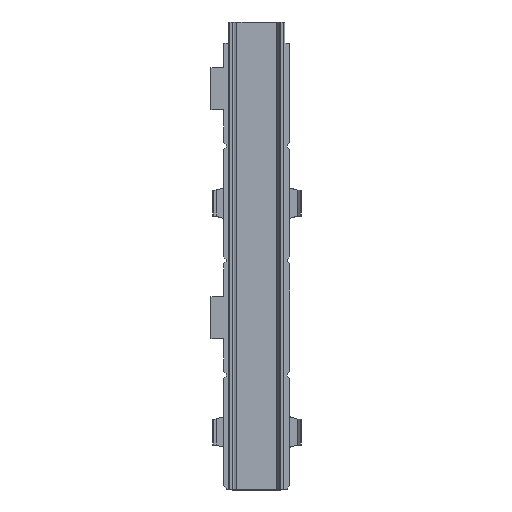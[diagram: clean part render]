
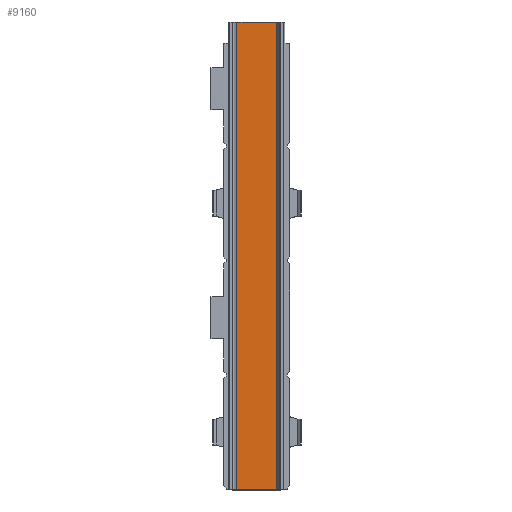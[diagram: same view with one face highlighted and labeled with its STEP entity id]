
A CAD part, front view. The second image highlights one B-rep face of the part: STEP entity #9160.
In plain terms, the highlighted planar face has unit normal (0, -1, 0).
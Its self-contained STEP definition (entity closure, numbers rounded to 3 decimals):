
#1671 = ORIENTED_EDGE ( 'NONE', *, *, #13090, .T. ) ;
#3387 = EDGE_LOOP ( 'NONE', ( #17047, #1671, #9772, #15676 ) ) ;
#3599 = DIRECTION ( 'NONE',  ( 0., 0., 1. ) ) ;
#3712 = EDGE_CURVE ( 'NONE', #12289, #8216, #14184, .T. ) ;
#4801 = VERTEX_POINT ( 'NONE', #22079 ) ;
#5278 = VECTOR ( 'NONE', #7108, 1000. ) ;
#5317 = VECTOR ( 'NONE', #16616, 1000. ) ;
#5915 = LINE ( 'NONE', #19697, #5278 ) ;
#7087 = VERTEX_POINT ( 'NONE', #14630 ) ;
#7108 = DIRECTION ( 'NONE',  ( 0., 0., 1. ) ) ;
#7176 = VECTOR ( 'NONE', #3599, 1000. ) ;
#7188 = AXIS2_PLACEMENT_3D ( 'NONE', #25030, #20875, #16602 ) ;
#8216 = VERTEX_POINT ( 'NONE', #23182 ) ;
#8993 = DIRECTION ( 'NONE',  ( -1., 0., 0. ) ) ;
#9160 = ADVANCED_FACE ( 'NONE', ( #10120 ), #13931, .T. ) ;
#9772 = ORIENTED_EDGE ( 'NONE', *, *, #9924, .F. ) ;
#9924 = EDGE_CURVE ( 'NONE', #4801, #7087, #16166, .T. ) ;
#10120 = FACE_OUTER_BOUND ( 'NONE', #3387, .T. ) ;
#11099 = EDGE_CURVE ( 'NONE', #8216, #4801, #18354, .T. ) ;
#12289 = VERTEX_POINT ( 'NONE', #17073 ) ;
#13090 = EDGE_CURVE ( 'NONE', #12289, #7087, #5915, .T. ) ;
#13931 = PLANE ( 'NONE',  #7188 ) ;
#14184 = LINE ( 'NONE', #19459, #22377 ) ;
#14630 = CARTESIAN_POINT ( 'NONE',  ( 8.413, 2.8, 198. ) ) ;
#15676 = ORIENTED_EDGE ( 'NONE', *, *, #11099, .F. ) ;
#16166 = LINE ( 'NONE', #20702, #5317 ) ;
#16602 = DIRECTION ( 'NONE',  ( 0., 0., 1. ) ) ;
#16616 = DIRECTION ( 'NONE',  ( 1., 0., 0. ) ) ;
#17047 = ORIENTED_EDGE ( 'NONE', *, *, #3712, .F. ) ;
#17073 = CARTESIAN_POINT ( 'NONE',  ( 8.413, 2.8, 0. ) ) ;
#18354 = LINE ( 'NONE', #24608, #7176 ) ;
#19459 = CARTESIAN_POINT ( 'NONE',  ( -8.413, 2.8, 0. ) ) ;
#19697 = CARTESIAN_POINT ( 'NONE',  ( 8.413, 2.8, -189.5 ) ) ;
#20702 = CARTESIAN_POINT ( 'NONE',  ( -8.413, 2.8, 198. ) ) ;
#20875 = DIRECTION ( 'NONE',  ( 0., -1., 0. ) ) ;
#22079 = CARTESIAN_POINT ( 'NONE',  ( -8.413, 2.8, 198. ) ) ;
#22377 = VECTOR ( 'NONE', #8993, 1000. ) ;
#23182 = CARTESIAN_POINT ( 'NONE',  ( -8.413, 2.8, 0. ) ) ;
#24608 = CARTESIAN_POINT ( 'NONE',  ( -8.413, 2.8, -189.5 ) ) ;
#25030 = CARTESIAN_POINT ( 'NONE',  ( -8.413, 2.8, -189.5 ) ) ;
